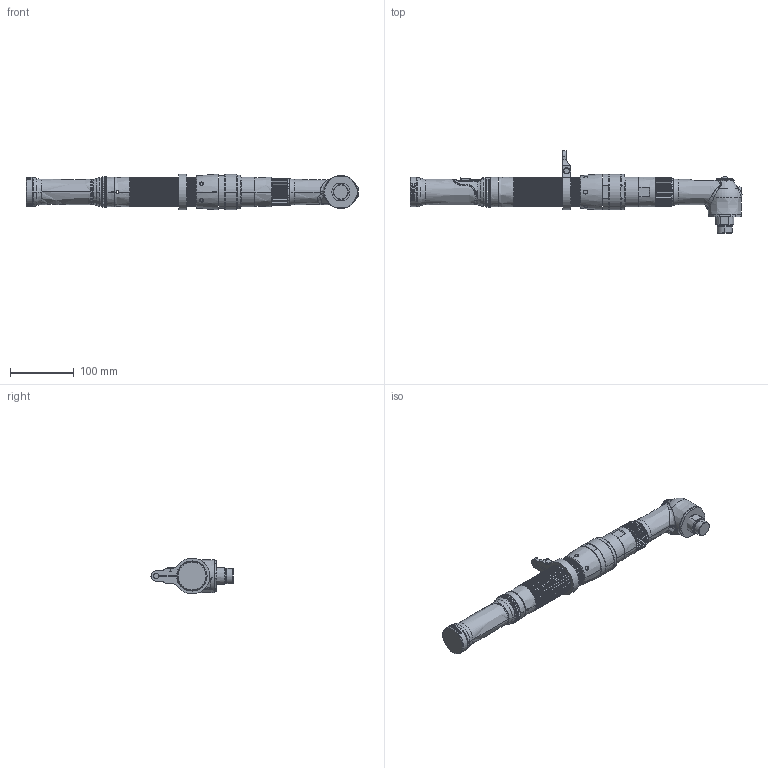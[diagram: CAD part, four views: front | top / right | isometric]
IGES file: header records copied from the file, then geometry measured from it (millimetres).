
Start section:  PTC IGES file: 48ea110h3mlt40_sw0001.igs
Global section: file name: 48ea110h3mlt40_sw0001.igs; native system: Pro/ENGINEER by Parametric Technology Corporation; preprocessor: 2007390; author: EDEB3; organization: Unknown; date: 20090914.135428; units: inch
Bounding box: 522.56 x 129.13 x 56.48 mm (x, y, z)
Surface area: 136460.3 mm2 (no closed solid volume)
Topology: 0 solids, 0 shells, 1186 faces, 7212 edges, 7210 vertices
Faces by surface type: revolution 711, bspline 305, extrusion 170
